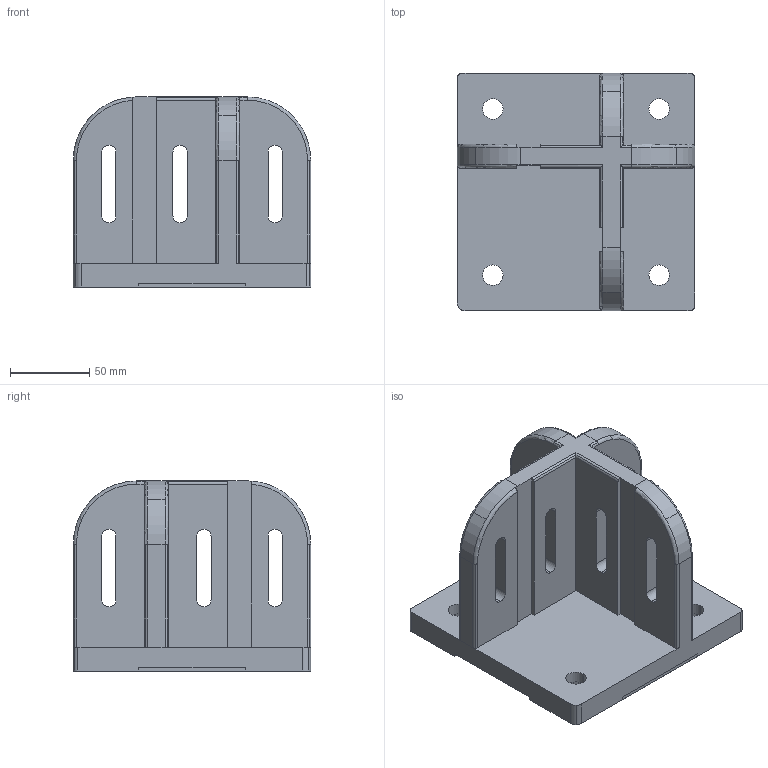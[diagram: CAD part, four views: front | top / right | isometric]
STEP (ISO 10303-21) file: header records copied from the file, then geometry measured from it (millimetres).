
FILE_DESCRIPTION(('STEP AP214'),'1');
FILE_NAME('cctmp_E738E5C2-1F3D-4972-ACE5-543D9D041DCB_2020_1_13_9_57_45_756..stp','2020-01-13T08:57:45',('Bosch Rexroth AG'),('CADClick - www.CADClick.com'),'Spatial InterOp 3D',' ','unknown authorization - (Healing Option Enabled)');
FILE_SCHEMA(('AUTOMOTIVE_DESIGN'));
Length unit declared in the file: millimetre
Products named in the file (1): 2020_01_13__09-57-45-756
Bounding box: 150 x 150 x 120 mm (x, y, z)
Volume: 666640.5 mm3; surface area: 121270.2 mm2
Topology: 1 solids, 1 shells, 169 faces, 461 edges, 298 vertices
Faces by surface type: cylinder 96, plane 65, torus 8
Entity records: 6869 total; most frequent: DIRECTION 999, CARTESIAN_POINT 997, ORIENTED_EDGE 922, EDGE_CURVE 461, AXIS2_PLACEMENT_3D 372, VERTEX_POINT 298, LINE 255, VECTOR 255
